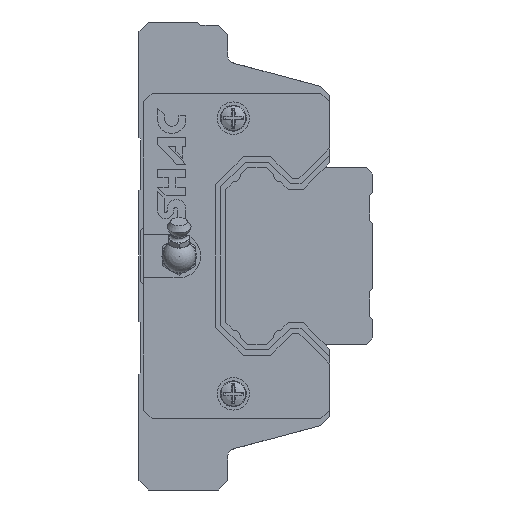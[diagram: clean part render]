
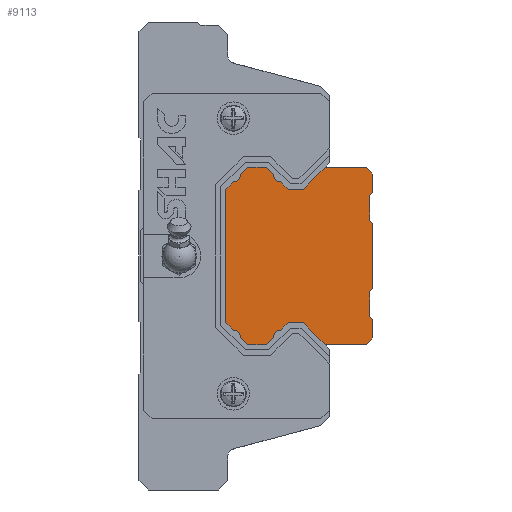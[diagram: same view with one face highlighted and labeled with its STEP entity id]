
A CAD part, left-side view. The second image highlights one B-rep face of the part: STEP entity #9113.
In plain terms, the highlighted planar face has unit normal (-1, 0, 0).
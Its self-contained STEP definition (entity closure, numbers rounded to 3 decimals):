
#245=CIRCLE('',#9719,2.134);
#246=CIRCLE('',#9720,2.134);
#247=CIRCLE('',#9721,2.134);
#248=CIRCLE('',#9722,2.134);
#487=ORIENTED_EDGE('',*,*,#3140,.T.);
#488=ORIENTED_EDGE('',*,*,#3141,.T.);
#489=ORIENTED_EDGE('',*,*,#3142,.T.);
#490=ORIENTED_EDGE('',*,*,#3106,.F.);
#491=ORIENTED_EDGE('',*,*,#3143,.T.);
#492=ORIENTED_EDGE('',*,*,#3144,.T.);
#493=ORIENTED_EDGE('',*,*,#3145,.T.);
#494=ORIENTED_EDGE('',*,*,#3110,.F.);
#495=ORIENTED_EDGE('',*,*,#3146,.F.);
#496=ORIENTED_EDGE('',*,*,#3147,.F.);
#497=ORIENTED_EDGE('',*,*,#3148,.F.);
#498=ORIENTED_EDGE('',*,*,#3149,.F.);
#499=ORIENTED_EDGE('',*,*,#3150,.F.);
#500=ORIENTED_EDGE('',*,*,#3151,.T.);
#501=ORIENTED_EDGE('',*,*,#3152,.F.);
#502=ORIENTED_EDGE('',*,*,#3153,.F.);
#503=ORIENTED_EDGE('',*,*,#3154,.F.);
#504=ORIENTED_EDGE('',*,*,#3155,.T.);
#505=ORIENTED_EDGE('',*,*,#3156,.F.);
#506=ORIENTED_EDGE('',*,*,#3157,.F.);
#507=ORIENTED_EDGE('',*,*,#3158,.F.);
#508=ORIENTED_EDGE('',*,*,#3159,.T.);
#509=ORIENTED_EDGE('',*,*,#3160,.F.);
#510=ORIENTED_EDGE('',*,*,#3161,.F.);
#511=ORIENTED_EDGE('',*,*,#3162,.F.);
#512=ORIENTED_EDGE('',*,*,#3163,.T.);
#513=ORIENTED_EDGE('',*,*,#3164,.F.);
#514=ORIENTED_EDGE('',*,*,#3165,.F.);
#515=ORIENTED_EDGE('',*,*,#3166,.F.);
#516=ORIENTED_EDGE('',*,*,#3167,.F.);
#517=ORIENTED_EDGE('',*,*,#3168,.F.);
#518=ORIENTED_EDGE('',*,*,#3097,.F.);
#3097=EDGE_CURVE('',#4425,#4426,#5325,.T.);
#3106=EDGE_CURVE('',#4434,#4432,#5331,.T.);
#3110=EDGE_CURVE('',#4438,#4436,#5335,.T.);
#3140=EDGE_CURVE('',#4425,#4465,#5361,.T.);
#3141=EDGE_CURVE('',#4465,#4466,#5362,.T.);
#3142=EDGE_CURVE('',#4466,#4432,#5363,.T.);
#3143=EDGE_CURVE('',#4434,#4467,#5364,.T.);
#3144=EDGE_CURVE('',#4467,#4468,#5365,.T.);
#3145=EDGE_CURVE('',#4468,#4436,#5366,.T.);
#3146=EDGE_CURVE('',#4469,#4438,#5367,.T.);
#3147=EDGE_CURVE('',#4470,#4469,#5368,.T.);
#3148=EDGE_CURVE('',#4471,#4470,#5369,.T.);
#3149=EDGE_CURVE('',#4472,#4471,#5370,.T.);
#3150=EDGE_CURVE('',#4473,#4472,#5371,.T.);
#3151=EDGE_CURVE('',#4473,#4474,#245,.T.);
#3152=EDGE_CURVE('',#4475,#4474,#5372,.T.);
#3153=EDGE_CURVE('',#4476,#4475,#5373,.T.);
#3154=EDGE_CURVE('',#4477,#4476,#5374,.T.);
#3155=EDGE_CURVE('',#4477,#4478,#246,.T.);
#3156=EDGE_CURVE('',#4479,#4478,#5375,.T.);
#3157=EDGE_CURVE('',#4480,#4479,#5376,.T.);
#3158=EDGE_CURVE('',#4481,#4480,#5377,.T.);
#3159=EDGE_CURVE('',#4481,#4482,#247,.T.);
#3160=EDGE_CURVE('',#4483,#4482,#5378,.T.);
#3161=EDGE_CURVE('',#4484,#4483,#5379,.T.);
#3162=EDGE_CURVE('',#4485,#4484,#5380,.T.);
#3163=EDGE_CURVE('',#4485,#4486,#248,.T.);
#3164=EDGE_CURVE('',#4487,#4486,#5381,.T.);
#3165=EDGE_CURVE('',#4488,#4487,#5382,.T.);
#3166=EDGE_CURVE('',#4489,#4488,#5383,.T.);
#3167=EDGE_CURVE('',#4490,#4489,#5384,.T.);
#3168=EDGE_CURVE('',#4426,#4490,#5385,.T.);
#4425=VERTEX_POINT('',#13018);
#4426=VERTEX_POINT('',#13020);
#4432=VERTEX_POINT('',#13033);
#4434=VERTEX_POINT('',#13037);
#4436=VERTEX_POINT('',#13042);
#4438=VERTEX_POINT('',#13046);
#4465=VERTEX_POINT('',#13106);
#4466=VERTEX_POINT('',#13108);
#4467=VERTEX_POINT('',#13111);
#4468=VERTEX_POINT('',#13113);
#4469=VERTEX_POINT('',#13116);
#4470=VERTEX_POINT('',#13118);
#4471=VERTEX_POINT('',#13120);
#4472=VERTEX_POINT('',#13122);
#4473=VERTEX_POINT('',#13124);
#4474=VERTEX_POINT('',#13126);
#4475=VERTEX_POINT('',#13128);
#4476=VERTEX_POINT('',#13130);
#4477=VERTEX_POINT('',#13132);
#4478=VERTEX_POINT('',#13134);
#4479=VERTEX_POINT('',#13136);
#4480=VERTEX_POINT('',#13138);
#4481=VERTEX_POINT('',#13140);
#4482=VERTEX_POINT('',#13142);
#4483=VERTEX_POINT('',#13144);
#4484=VERTEX_POINT('',#13146);
#4485=VERTEX_POINT('',#13148);
#4486=VERTEX_POINT('',#13150);
#4487=VERTEX_POINT('',#13152);
#4488=VERTEX_POINT('',#13154);
#4489=VERTEX_POINT('',#13156);
#4490=VERTEX_POINT('',#13158);
#5325=LINE('',#13019,#6401);
#5331=LINE('',#13038,#6407);
#5335=LINE('',#13047,#6411);
#5361=LINE('',#13105,#6437);
#5362=LINE('',#13107,#6438);
#5363=LINE('',#13109,#6439);
#5364=LINE('',#13110,#6440);
#5365=LINE('',#13112,#6441);
#5366=LINE('',#13114,#6442);
#5367=LINE('',#13115,#6443);
#5368=LINE('',#13117,#6444);
#5369=LINE('',#13119,#6445);
#5370=LINE('',#13121,#6446);
#5371=LINE('',#13123,#6447);
#5372=LINE('',#13127,#6448);
#5373=LINE('',#13129,#6449);
#5374=LINE('',#13131,#6450);
#5375=LINE('',#13135,#6451);
#5376=LINE('',#13137,#6452);
#5377=LINE('',#13139,#6453);
#5378=LINE('',#13143,#6454);
#5379=LINE('',#13145,#6455);
#5380=LINE('',#13147,#6456);
#5381=LINE('',#13151,#6457);
#5382=LINE('',#13153,#6458);
#5383=LINE('',#13155,#6459);
#5384=LINE('',#13157,#6460);
#5385=LINE('',#13159,#6461);
#6401=VECTOR('',#10455,1000.);
#6407=VECTOR('',#10469,1000.);
#6411=VECTOR('',#10475,1000.);
#6437=VECTOR('',#10513,1000.);
#6438=VECTOR('',#10514,1000.);
#6439=VECTOR('',#10515,1000.);
#6440=VECTOR('',#10516,1000.);
#6441=VECTOR('',#10517,1000.);
#6442=VECTOR('',#10518,1000.);
#6443=VECTOR('',#10519,1000.);
#6444=VECTOR('',#10520,1000.);
#6445=VECTOR('',#10521,1000.);
#6446=VECTOR('',#10522,1000.);
#6447=VECTOR('',#10523,1000.);
#6448=VECTOR('',#10526,1000.);
#6449=VECTOR('',#10527,1000.);
#6450=VECTOR('',#10528,1000.);
#6451=VECTOR('',#10531,1000.);
#6452=VECTOR('',#10532,1000.);
#6453=VECTOR('',#10533,1000.);
#6454=VECTOR('',#10536,1000.);
#6455=VECTOR('',#10537,1000.);
#6456=VECTOR('',#10538,1000.);
#6457=VECTOR('',#10541,1000.);
#6458=VECTOR('',#10542,1000.);
#6459=VECTOR('',#10543,1000.);
#6460=VECTOR('',#10544,1000.);
#6461=VECTOR('',#10545,1000.);
#7483=EDGE_LOOP('',(#487,#488,#489,#490,#491,#492,#493,#494,#495,#496,#497,
#498,#499,#500,#501,#502,#503,#504,#505,#506,#507,#508,#509,#510,#511,#512,
#513,#514,#515,#516,#517,#518));
#8095=FACE_BOUND('',#7483,.T.);
#8704=PLANE('',#9718);
#9113=ADVANCED_FACE('',(#8095),#8704,.F.);
#9718=AXIS2_PLACEMENT_3D('',#13104,#10511,#10512);
#9719=AXIS2_PLACEMENT_3D('',#13125,#10524,#10525);
#9720=AXIS2_PLACEMENT_3D('',#13133,#10529,#10530);
#9721=AXIS2_PLACEMENT_3D('',#13141,#10534,#10535);
#9722=AXIS2_PLACEMENT_3D('',#13149,#10539,#10540);
#10455=DIRECTION('',(0.,0.,-1.));
#10469=DIRECTION('',(0.,0.,-1.));
#10475=DIRECTION('',(0.,0.,-1.));
#10511=DIRECTION('',(1.,0.,0.));
#10512=DIRECTION('',(0.,0.,-1.));
#10513=DIRECTION('',(0.,0.707,0.707));
#10514=DIRECTION('',(0.,0.,1.));
#10515=DIRECTION('',(0.,-0.707,0.707));
#10516=DIRECTION('',(0.,0.707,0.707));
#10517=DIRECTION('',(0.,0.,1.));
#10518=DIRECTION('',(0.,-0.707,0.707));
#10519=DIRECTION('',(0.,-0.707,-0.707));
#10520=DIRECTION('',(0.,-1.,0.));
#10521=DIRECTION('',(0.,-0.707,0.707));
#10522=DIRECTION('',(0.,-1.,0.));
#10523=DIRECTION('',(0.,-0.707,-0.707));
#10524=DIRECTION('',(1.,0.,0.));
#10525=DIRECTION('',(0.,0.,-1.));
#10526=DIRECTION('',(0.,-0.707,-0.707));
#10527=DIRECTION('',(0.,-1.,0.));
#10528=DIRECTION('',(0.,-0.707,0.707));
#10529=DIRECTION('',(1.,0.,0.));
#10530=DIRECTION('',(0.,0.,-1.));
#10531=DIRECTION('',(0.,-0.707,0.707));
#10532=DIRECTION('',(0.,0.,1.));
#10533=DIRECTION('',(0.,0.707,0.707));
#10534=DIRECTION('',(1.,0.,0.));
#10535=DIRECTION('',(0.,0.,-1.));
#10536=DIRECTION('',(0.,0.707,0.707));
#10537=DIRECTION('',(0.,1.,0.));
#10538=DIRECTION('',(0.,0.707,-0.707));
#10539=DIRECTION('',(1.,0.,0.));
#10540=DIRECTION('',(0.,0.,-1.));
#10541=DIRECTION('',(0.,0.707,-0.707));
#10542=DIRECTION('',(0.,1.,0.));
#10543=DIRECTION('',(0.,0.707,0.707));
#10544=DIRECTION('',(0.,1.,0.));
#10545=DIRECTION('',(0.,0.707,-0.707));
#13018=CARTESIAN_POINT('',(-150.,0.,-19.));
#13019=CARTESIAN_POINT('',(-150.,0.,24.5));
#13020=CARTESIAN_POINT('',(-150.,0.,-24.5));
#13033=CARTESIAN_POINT('',(-150.,0.,-9.75));
#13037=CARTESIAN_POINT('',(-150.,0.,9.75));
#13038=CARTESIAN_POINT('',(-150.,0.,24.5));
#13042=CARTESIAN_POINT('',(-150.,0.,19.));
#13046=CARTESIAN_POINT('',(-150.,0.,24.5));
#13047=CARTESIAN_POINT('',(-150.,0.,24.5));
#13104=CARTESIAN_POINT('',(-150.,27.607,24.294));
#13105=CARTESIAN_POINT('',(-150.,0.,-19.));
#13106=CARTESIAN_POINT('',(-150.,1.,-18.));
#13107=CARTESIAN_POINT('',(-150.,1.,-18.));
#13108=CARTESIAN_POINT('',(-150.,1.,-10.75));
#13109=CARTESIAN_POINT('',(-150.,1.,-10.75));
#13110=CARTESIAN_POINT('',(-150.,0.,9.75));
#13111=CARTESIAN_POINT('',(-150.,1.,10.75));
#13112=CARTESIAN_POINT('',(-150.,1.,10.75));
#13113=CARTESIAN_POINT('',(-150.,1.,18.));
#13114=CARTESIAN_POINT('',(-150.,1.,18.));
#13115=CARTESIAN_POINT('',(-150.,2.,26.5));
#13116=CARTESIAN_POINT('',(-150.,2.,26.5));
#13117=CARTESIAN_POINT('',(-150.,14.325,26.5));
#13118=CARTESIAN_POINT('',(-150.,14.325,26.5));
#13119=CARTESIAN_POINT('',(-150.,20.835,19.99));
#13120=CARTESIAN_POINT('',(-150.,20.835,19.99));
#13121=CARTESIAN_POINT('',(-150.,25.4,19.99));
#13122=CARTESIAN_POINT('',(-150.,25.4,19.99));
#13123=CARTESIAN_POINT('',(-150.,27.57,22.16));
#13124=CARTESIAN_POINT('',(-150.,27.57,22.16));
#13125=CARTESIAN_POINT('',(-150.,27.607,24.294));
#13126=CARTESIAN_POINT('',(-150.,29.74,24.33));
#13127=CARTESIAN_POINT('',(-150.,31.91,26.5));
#13128=CARTESIAN_POINT('',(-150.,31.91,26.5));
#13129=CARTESIAN_POINT('',(-150.,37.49,26.5));
#13130=CARTESIAN_POINT('',(-150.,37.49,26.5));
#13131=CARTESIAN_POINT('',(-150.,39.66,24.33));
#13132=CARTESIAN_POINT('',(-150.,39.66,24.33));
#13133=CARTESIAN_POINT('',(-150.,41.794,24.294));
#13134=CARTESIAN_POINT('',(-150.,41.83,22.16));
#13135=CARTESIAN_POINT('',(-150.,44.,19.99));
#13136=CARTESIAN_POINT('',(-150.,44.,19.99));
#13137=CARTESIAN_POINT('',(-150.,44.,-19.99));
#13138=CARTESIAN_POINT('',(-150.,44.,-19.99));
#13139=CARTESIAN_POINT('',(-150.,41.83,-22.16));
#13140=CARTESIAN_POINT('',(-150.,41.83,-22.16));
#13141=CARTESIAN_POINT('',(-150.,41.794,-24.294));
#13142=CARTESIAN_POINT('',(-150.,39.66,-24.33));
#13143=CARTESIAN_POINT('',(-150.,37.49,-26.5));
#13144=CARTESIAN_POINT('',(-150.,37.49,-26.5));
#13145=CARTESIAN_POINT('',(-150.,31.91,-26.5));
#13146=CARTESIAN_POINT('',(-150.,31.91,-26.5));
#13147=CARTESIAN_POINT('',(-150.,29.74,-24.33));
#13148=CARTESIAN_POINT('',(-150.,29.74,-24.33));
#13149=CARTESIAN_POINT('',(-150.,27.607,-24.294));
#13150=CARTESIAN_POINT('',(-150.,27.57,-22.16));
#13151=CARTESIAN_POINT('',(-150.,25.4,-19.99));
#13152=CARTESIAN_POINT('',(-150.,25.4,-19.99));
#13153=CARTESIAN_POINT('',(-150.,20.835,-19.99));
#13154=CARTESIAN_POINT('',(-150.,20.835,-19.99));
#13155=CARTESIAN_POINT('',(-150.,14.325,-26.5));
#13156=CARTESIAN_POINT('',(-150.,14.325,-26.5));
#13157=CARTESIAN_POINT('',(-150.,2.,-26.5));
#13158=CARTESIAN_POINT('',(-150.,2.,-26.5));
#13159=CARTESIAN_POINT('',(-150.,0.,-24.5));
